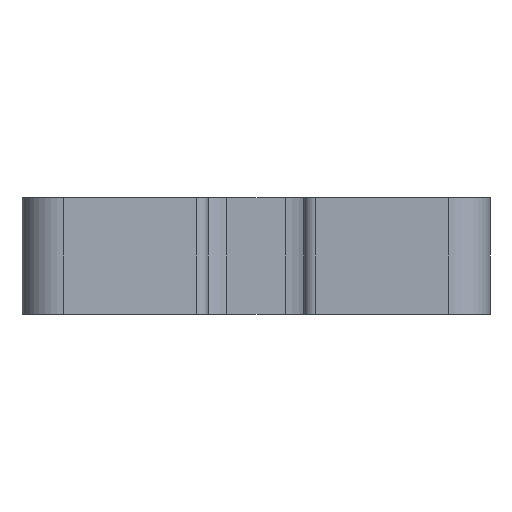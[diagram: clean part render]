
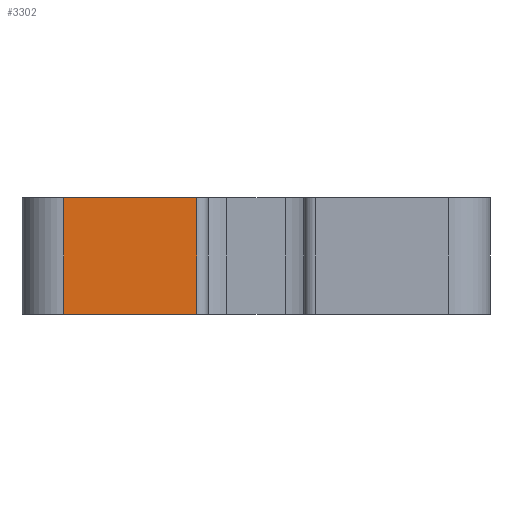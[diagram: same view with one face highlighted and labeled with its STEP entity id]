
A CAD part, front view. The second image highlights one B-rep face of the part: STEP entity #3302.
In plain terms, the highlighted planar face has unit normal (0.018, -1, 0).
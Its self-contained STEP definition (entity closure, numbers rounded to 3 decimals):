
#305=CARTESIAN_POINT('',(-5.083,-59.802,-5.0));
#306=VERTEX_POINT('',#305);
#314=CARTESIAN_POINT('',(-16.439,-60.,-5.0));
#315=VERTEX_POINT('',#314);
#316=CARTESIAN_POINT('',(-16.439,-60.,-5.0));
#317=DIRECTION('',(1.,0.017,0.0));
#318=VECTOR('',#317,11.359);
#319=LINE('',#316,#318);
#320=EDGE_CURVE('',#315,#306,#319,.T.);
#2956=CARTESIAN_POINT('',(-16.439,-60.,5.0));
#2957=VERTEX_POINT('',#2956);
#2965=CARTESIAN_POINT('',(-5.083,-59.802,5.0));
#2966=VERTEX_POINT('',#2965);
#2967=CARTESIAN_POINT('',(-5.083,-59.802,5.0));
#2968=DIRECTION('',(-1.,-0.017,0.0));
#2969=VECTOR('',#2968,11.359);
#2970=LINE('',#2967,#2969);
#2971=EDGE_CURVE('',#2966,#2957,#2970,.T.);
#3275=CARTESIAN_POINT('',(-5.083,-59.802,5.0));
#3276=DIRECTION('',(0.0,0.0,-1.0));
#3277=VECTOR('',#3276,10.0);
#3278=LINE('',#3275,#3277);
#3279=EDGE_CURVE('',#2966,#306,#3278,.T.);
#3286=CARTESIAN_POINT('',(-5.083,-59.802,0.0));
#3287=DIRECTION('',(0.017,-1.,0.0));
#3288=DIRECTION('',(0.0,0.0,-1.0));
#3289=AXIS2_PLACEMENT_3D('',#3286,#3287,#3288);
#3290=PLANE('',#3289);
#3291=ORIENTED_EDGE('',*,*,#2971,.T.);
#3292=CARTESIAN_POINT('',(-16.439,-60.,5.0));
#3293=DIRECTION('',(0.0,0.0,-1.0));
#3294=VECTOR('',#3293,10.0);
#3295=LINE('',#3292,#3294);
#3296=EDGE_CURVE('',#2957,#315,#3295,.T.);
#3297=ORIENTED_EDGE('',*,*,#3296,.T.);
#3298=ORIENTED_EDGE('',*,*,#320,.T.);
#3299=ORIENTED_EDGE('',*,*,#3279,.F.);
#3300=EDGE_LOOP('',(#3291,#3297,#3298,#3299));
#3301=FACE_OUTER_BOUND('',#3300,.T.);
#3302=ADVANCED_FACE('',(#3301),#3290,.T.);
